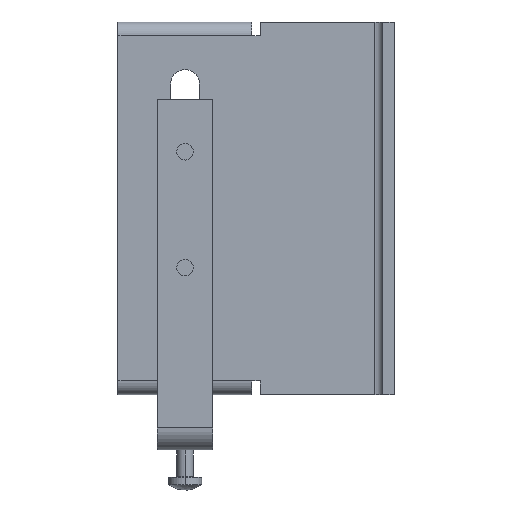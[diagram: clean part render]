
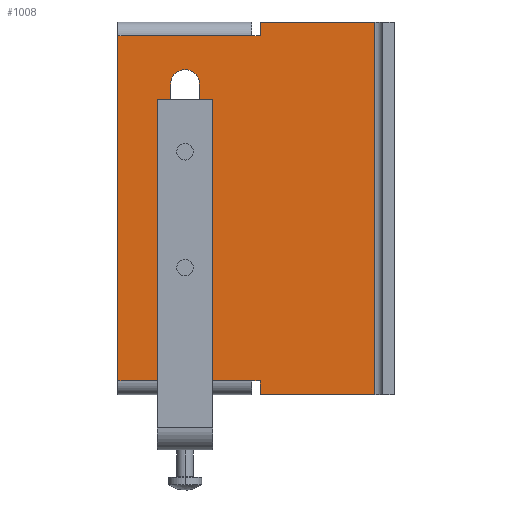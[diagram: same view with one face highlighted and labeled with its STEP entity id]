
A CAD part, front view. The second image highlights one B-rep face of the part: STEP entity #1008.
In plain terms, the highlighted face is planar.
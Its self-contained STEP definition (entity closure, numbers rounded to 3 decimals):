
#1008=ADVANCED_FACE('',(#1197,#1198),#1127,.T.);
#1127=PLANE('',#2994);
#1197=FACE_BOUND('',#1245,.T.);
#1198=FACE_BOUND('',#1246,.T.);
#1245=EDGE_LOOP('',(#1711,#1712,#1713,#1714));
#1246=EDGE_LOOP('',(#1715,#1716,#1717,#1718,#1719,#1720,#1721,#1722,#1723,
#1724));
#1391=LINE('',#3773,#1551);
#1392=LINE('',#3777,#1552);
#1393=LINE('',#3778,#1553);
#1394=LINE('',#3781,#1554);
#1395=LINE('',#3783,#1555);
#1396=LINE('',#3785,#1556);
#1397=LINE('',#3787,#1557);
#1398=LINE('',#3789,#1558);
#1399=LINE('',#3791,#1559);
#1400=LINE('',#3793,#1560);
#1401=LINE('',#3795,#1561);
#1402=LINE('',#3797,#1562);
#1551=VECTOR('',#3202,1.);
#1552=VECTOR('',#3205,1.);
#1553=VECTOR('',#3206,1.);
#1554=VECTOR('',#3207,1.);
#1555=VECTOR('',#3208,1.);
#1556=VECTOR('',#3209,1.);
#1557=VECTOR('',#3210,1.);
#1558=VECTOR('',#3211,1.);
#1559=VECTOR('',#3212,1.);
#1560=VECTOR('',#3213,1.);
#1561=VECTOR('',#3214,1.);
#1562=VECTOR('',#3215,1.);
#1711=ORIENTED_EDGE('',*,*,#2481,.T.);
#1712=ORIENTED_EDGE('',*,*,#2482,.T.);
#1713=ORIENTED_EDGE('',*,*,#2483,.T.);
#1714=ORIENTED_EDGE('',*,*,#2484,.T.);
#1715=ORIENTED_EDGE('',*,*,#2485,.T.);
#1716=ORIENTED_EDGE('',*,*,#2486,.T.);
#1717=ORIENTED_EDGE('',*,*,#2487,.T.);
#1718=ORIENTED_EDGE('',*,*,#2488,.T.);
#1719=ORIENTED_EDGE('',*,*,#2489,.T.);
#1720=ORIENTED_EDGE('',*,*,#2490,.T.);
#1721=ORIENTED_EDGE('',*,*,#2491,.T.);
#1722=ORIENTED_EDGE('',*,*,#2492,.T.);
#1723=ORIENTED_EDGE('',*,*,#2493,.T.);
#1724=ORIENTED_EDGE('',*,*,#2494,.T.);
#2287=VERTEX_POINT('',#3771);
#2288=VERTEX_POINT('',#3772);
#2289=VERTEX_POINT('',#3774);
#2290=VERTEX_POINT('',#3776);
#2291=VERTEX_POINT('',#3779);
#2292=VERTEX_POINT('',#3780);
#2293=VERTEX_POINT('',#3782);
#2294=VERTEX_POINT('',#3784);
#2295=VERTEX_POINT('',#3786);
#2296=VERTEX_POINT('',#3788);
#2297=VERTEX_POINT('',#3790);
#2298=VERTEX_POINT('',#3792);
#2299=VERTEX_POINT('',#3794);
#2300=VERTEX_POINT('',#3796);
#2481=EDGE_CURVE('',#2287,#2288,#2769,.T.);
#2482=EDGE_CURVE('',#2288,#2289,#1391,.T.);
#2483=EDGE_CURVE('',#2289,#2290,#2770,.T.);
#2484=EDGE_CURVE('',#2290,#2287,#1392,.T.);
#2485=EDGE_CURVE('',#2291,#2292,#1393,.T.);
#2486=EDGE_CURVE('',#2292,#2293,#1394,.T.);
#2487=EDGE_CURVE('',#2293,#2294,#1395,.T.);
#2488=EDGE_CURVE('',#2294,#2295,#1396,.T.);
#2489=EDGE_CURVE('',#2295,#2296,#1397,.T.);
#2490=EDGE_CURVE('',#2296,#2297,#1398,.T.);
#2491=EDGE_CURVE('',#2297,#2298,#1399,.T.);
#2492=EDGE_CURVE('',#2298,#2299,#1400,.T.);
#2493=EDGE_CURVE('',#2299,#2300,#1401,.T.);
#2494=EDGE_CURVE('',#2300,#2291,#1402,.T.);
#2769=CIRCLE('',#2992,5.25);
#2770=CIRCLE('',#2993,5.25);
#2992=AXIS2_PLACEMENT_3D('',#3770,#3200,#3201);
#2993=AXIS2_PLACEMENT_3D('',#3775,#3203,#3204);
#2994=AXIS2_PLACEMENT_3D('',#3798,#3216,#3217);
#3200=DIRECTION('',(0.,0.,-1.));
#3201=DIRECTION('',(0.,-1.,0.));
#3202=DIRECTION('',(-1.,0.,0.));
#3203=DIRECTION('',(0.,0.,-1.));
#3204=DIRECTION('',(0.,-1.,0.));
#3205=DIRECTION('',(1.,0.,0.));
#3206=DIRECTION('',(1.,0.,0.));
#3207=DIRECTION('',(0.,-1.,0.));
#3208=DIRECTION('',(0.,-1.,0.));
#3209=DIRECTION('',(1.,0.,0.));
#3210=DIRECTION('',(0.,1.,0.));
#3211=DIRECTION('',(0.,1.,0.));
#3212=DIRECTION('',(1.,0.,0.));
#3213=DIRECTION('',(0.,1.,0.));
#3214=DIRECTION('',(-1.,0.,0.));
#3215=DIRECTION('',(0.,-1.,0.));
#3216=DIRECTION('',(0.,0.,1.));
#3217=DIRECTION('',(0.,-1.,0.));
#3770=CARTESIAN_POINT('',(112.5,24.3,0.));
#3771=CARTESIAN_POINT('',(112.5,29.55,0.));
#3772=CARTESIAN_POINT('',(112.5,19.05,0.));
#3773=CARTESIAN_POINT('',(0.,19.05,0.));
#3774=CARTESIAN_POINT('',(22.5,19.05,0.));
#3775=CARTESIAN_POINT('',(22.5,24.3,0.));
#3776=CARTESIAN_POINT('',(22.5,29.55,0.));
#3777=CARTESIAN_POINT('',(0.,29.55,0.));
#3778=CARTESIAN_POINT('',(0.,51.5,0.));
#3779=CARTESIAN_POINT('',(0.,51.5,0.));
#3780=CARTESIAN_POINT('',(5.,51.5,0.));
#3781=CARTESIAN_POINT('',(5.,0.,0.));
#3782=CARTESIAN_POINT('',(5.,48.5,0.));
#3783=CARTESIAN_POINT('',(5.,0.,0.));
#3784=CARTESIAN_POINT('',(5.,0.,0.));
#3785=CARTESIAN_POINT('',(0.,0.,0.));
#3786=CARTESIAN_POINT('',(130.,0.,0.));
#3787=CARTESIAN_POINT('',(130.,0.,0.));
#3788=CARTESIAN_POINT('',(130.,48.5,0.));
#3789=CARTESIAN_POINT('',(130.,0.,0.));
#3790=CARTESIAN_POINT('',(130.,51.5,0.));
#3791=CARTESIAN_POINT('',(0.,51.5,0.));
#3792=CARTESIAN_POINT('',(135.,51.5,0.));
#3793=CARTESIAN_POINT('',(135.,0.,0.));
#3794=CARTESIAN_POINT('',(135.,93.,0.));
#3795=CARTESIAN_POINT('',(0.,93.,0.));
#3796=CARTESIAN_POINT('',(0.,93.,0.));
#3797=CARTESIAN_POINT('',(0.,0.,0.));
#3798=CARTESIAN_POINT('',(0.,0.,0.));
